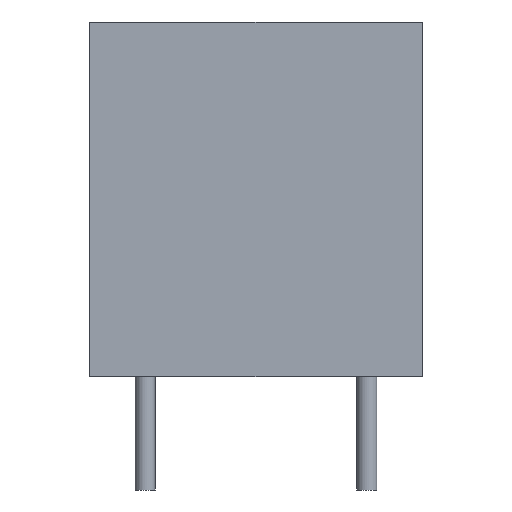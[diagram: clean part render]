
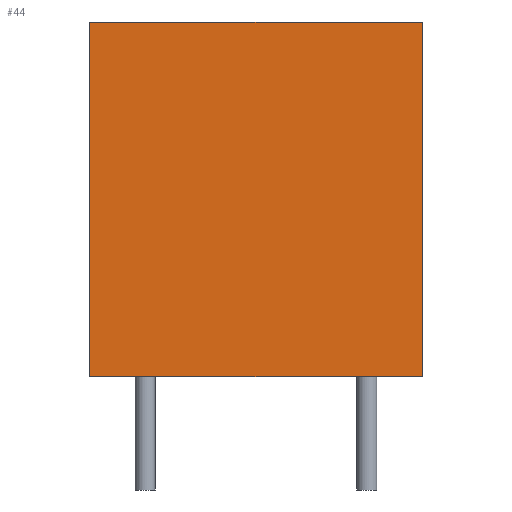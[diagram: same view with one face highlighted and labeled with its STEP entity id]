
A CAD part, front view. The second image highlights one B-rep face of the part: STEP entity #44.
In plain terms, the highlighted planar face has unit normal (0, -1, 0).
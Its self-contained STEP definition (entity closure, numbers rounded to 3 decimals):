
#44 = ADVANCED_FACE('',(#45),#59,.F.);
#45 = FACE_BOUND('',#46,.F.);
#46 = EDGE_LOOP('',(#47,#82,#110,#138));
#47 = ORIENTED_EDGE('',*,*,#48,.T.);
#48 = EDGE_CURVE('',#49,#51,#53,.T.);
#49 = VERTEX_POINT('',#50);
#50 = CARTESIAN_POINT('',(-12.5,-6.,0.));
#51 = VERTEX_POINT('',#52);
#52 = CARTESIAN_POINT('',(-12.5,-6.,16.));
#53 = SURFACE_CURVE('',#54,(#58,#70),.PCURVE_S1.);
#54 = LINE('',#55,#56);
#55 = CARTESIAN_POINT('',(-12.5,-6.,0.));
#56 = VECTOR('',#57,1.);
#57 = DIRECTION('',(0.,0.,1.));
#58 = PCURVE('',#59,#64);
#59 = PLANE('',#60);
#60 = AXIS2_PLACEMENT_3D('',#61,#62,#63);
#61 = CARTESIAN_POINT('',(-12.5,-6.,0.));
#62 = DIRECTION('',(0.,1.,0.));
#63 = DIRECTION('',(1.,0.,0.));
#64 = DEFINITIONAL_REPRESENTATION('',(#65),#69);
#65 = LINE('',#66,#67);
#66 = CARTESIAN_POINT('',(0.,0.));
#67 = VECTOR('',#68,1.);
#68 = DIRECTION('',(0.,-1.));
#69 = ( GEOMETRIC_REPRESENTATION_CONTEXT(2) 
PARAMETRIC_REPRESENTATION_CONTEXT() REPRESENTATION_CONTEXT('2D SPACE',''
  ) );
#70 = PCURVE('',#71,#76);
#71 = PLANE('',#72);
#72 = AXIS2_PLACEMENT_3D('',#73,#74,#75);
#73 = CARTESIAN_POINT('',(-12.5,1.5,0.));
#74 = DIRECTION('',(1.,0.,-0.));
#75 = DIRECTION('',(0.,-1.,0.));
#76 = DEFINITIONAL_REPRESENTATION('',(#77),#81);
#77 = LINE('',#78,#79);
#78 = CARTESIAN_POINT('',(7.5,0.));
#79 = VECTOR('',#80,1.);
#80 = DIRECTION('',(0.,-1.));
#81 = ( GEOMETRIC_REPRESENTATION_CONTEXT(2) 
PARAMETRIC_REPRESENTATION_CONTEXT() REPRESENTATION_CONTEXT('2D SPACE',''
  ) );
#82 = ORIENTED_EDGE('',*,*,#83,.T.);
#83 = EDGE_CURVE('',#51,#84,#86,.T.);
#84 = VERTEX_POINT('',#85);
#85 = CARTESIAN_POINT('',(2.5,-6.,16.));
#86 = SURFACE_CURVE('',#87,(#91,#98),.PCURVE_S1.);
#87 = LINE('',#88,#89);
#88 = CARTESIAN_POINT('',(-12.5,-6.,16.));
#89 = VECTOR('',#90,1.);
#90 = DIRECTION('',(1.,0.,0.));
#91 = PCURVE('',#59,#92);
#92 = DEFINITIONAL_REPRESENTATION('',(#93),#97);
#93 = LINE('',#94,#95);
#94 = CARTESIAN_POINT('',(0.,-16.));
#95 = VECTOR('',#96,1.);
#96 = DIRECTION('',(1.,0.));
#97 = ( GEOMETRIC_REPRESENTATION_CONTEXT(2) 
PARAMETRIC_REPRESENTATION_CONTEXT() REPRESENTATION_CONTEXT('2D SPACE',''
  ) );
#98 = PCURVE('',#99,#104);
#99 = PLANE('',#100);
#100 = AXIS2_PLACEMENT_3D('',#101,#102,#103);
#101 = CARTESIAN_POINT('',(-5.,-2.25,16.));
#102 = DIRECTION('',(0.,0.,1.));
#103 = DIRECTION('',(1.,0.,0.));
#104 = DEFINITIONAL_REPRESENTATION('',(#105),#109);
#105 = LINE('',#106,#107);
#106 = CARTESIAN_POINT('',(-7.5,-3.75));
#107 = VECTOR('',#108,1.);
#108 = DIRECTION('',(1.,0.));
#109 = ( GEOMETRIC_REPRESENTATION_CONTEXT(2) 
PARAMETRIC_REPRESENTATION_CONTEXT() REPRESENTATION_CONTEXT('2D SPACE',''
  ) );
#110 = ORIENTED_EDGE('',*,*,#111,.F.);
#111 = EDGE_CURVE('',#112,#84,#114,.T.);
#112 = VERTEX_POINT('',#113);
#113 = CARTESIAN_POINT('',(2.5,-6.,0.));
#114 = SURFACE_CURVE('',#115,(#119,#126),.PCURVE_S1.);
#115 = LINE('',#116,#117);
#116 = CARTESIAN_POINT('',(2.5,-6.,0.));
#117 = VECTOR('',#118,1.);
#118 = DIRECTION('',(0.,0.,1.));
#119 = PCURVE('',#59,#120);
#120 = DEFINITIONAL_REPRESENTATION('',(#121),#125);
#121 = LINE('',#122,#123);
#122 = CARTESIAN_POINT('',(15.,0.));
#123 = VECTOR('',#124,1.);
#124 = DIRECTION('',(0.,-1.));
#125 = ( GEOMETRIC_REPRESENTATION_CONTEXT(2) 
PARAMETRIC_REPRESENTATION_CONTEXT() REPRESENTATION_CONTEXT('2D SPACE',''
  ) );
#126 = PCURVE('',#127,#132);
#127 = PLANE('',#128);
#128 = AXIS2_PLACEMENT_3D('',#129,#130,#131);
#129 = CARTESIAN_POINT('',(2.5,-6.,0.));
#130 = DIRECTION('',(-1.,0.,0.));
#131 = DIRECTION('',(0.,1.,0.));
#132 = DEFINITIONAL_REPRESENTATION('',(#133),#137);
#133 = LINE('',#134,#135);
#134 = CARTESIAN_POINT('',(0.,0.));
#135 = VECTOR('',#136,1.);
#136 = DIRECTION('',(0.,-1.));
#137 = ( GEOMETRIC_REPRESENTATION_CONTEXT(2) 
PARAMETRIC_REPRESENTATION_CONTEXT() REPRESENTATION_CONTEXT('2D SPACE',''
  ) );
#138 = ORIENTED_EDGE('',*,*,#139,.F.);
#139 = EDGE_CURVE('',#49,#112,#140,.T.);
#140 = SURFACE_CURVE('',#141,(#145,#152),.PCURVE_S1.);
#141 = LINE('',#142,#143);
#142 = CARTESIAN_POINT('',(-12.5,-6.,0.));
#143 = VECTOR('',#144,1.);
#144 = DIRECTION('',(1.,0.,0.));
#145 = PCURVE('',#59,#146);
#146 = DEFINITIONAL_REPRESENTATION('',(#147),#151);
#147 = LINE('',#148,#149);
#148 = CARTESIAN_POINT('',(0.,0.));
#149 = VECTOR('',#150,1.);
#150 = DIRECTION('',(1.,0.));
#151 = ( GEOMETRIC_REPRESENTATION_CONTEXT(2) 
PARAMETRIC_REPRESENTATION_CONTEXT() REPRESENTATION_CONTEXT('2D SPACE',''
  ) );
#152 = PCURVE('',#153,#158);
#153 = PLANE('',#154);
#154 = AXIS2_PLACEMENT_3D('',#155,#156,#157);
#155 = CARTESIAN_POINT('',(-5.,-2.25,0.));
#156 = DIRECTION('',(0.,0.,1.));
#157 = DIRECTION('',(1.,0.,0.));
#158 = DEFINITIONAL_REPRESENTATION('',(#159),#163);
#159 = LINE('',#160,#161);
#160 = CARTESIAN_POINT('',(-7.5,-3.75));
#161 = VECTOR('',#162,1.);
#162 = DIRECTION('',(1.,0.));
#163 = ( GEOMETRIC_REPRESENTATION_CONTEXT(2) 
PARAMETRIC_REPRESENTATION_CONTEXT() REPRESENTATION_CONTEXT('2D SPACE',''
  ) );
